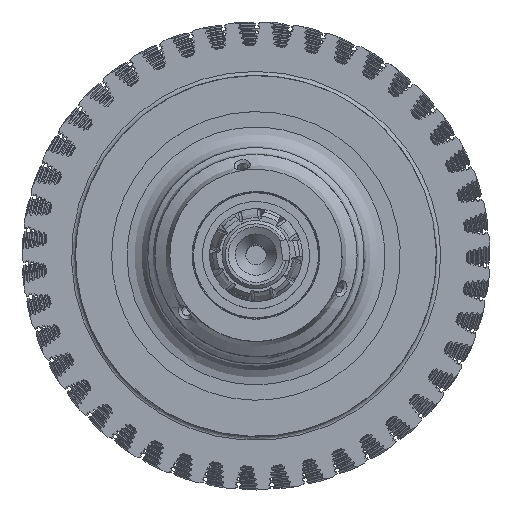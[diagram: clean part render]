
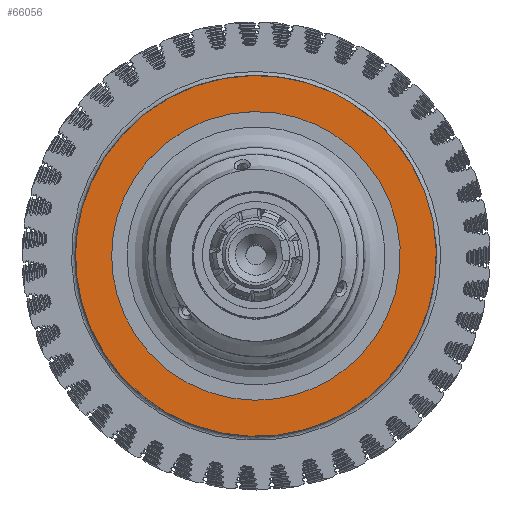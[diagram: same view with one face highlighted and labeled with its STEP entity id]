
A CAD part, top view. The second image highlights one B-rep face of the part: STEP entity #66056.
In plain terms, the highlighted free-form (B-spline) face has degree [1, 1] with [2, 2] control points.
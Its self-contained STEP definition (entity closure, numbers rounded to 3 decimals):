
#66017 = VERTEX_POINT('',#66018);
#66018 = CARTESIAN_POINT('',(49.531,80.361,
    -394.86));
#66023 = EDGE_CURVE('',#66017,#66017,#66024,.T.);
#66024 = ( BOUNDED_CURVE() B_SPLINE_CURVE(2,(#66025,#66026,#66027,#66028
    ,#66029,#66030,#66031),.UNSPECIFIED.,.T.,.F.) 
B_SPLINE_CURVE_WITH_KNOTS((1,2,2,2,2,1),(-2.094,0.,
    2.094,4.189,6.283,8.378),
.UNSPECIFIED.) CURVE() GEOMETRIC_REPRESENTATION_ITEM() 
RATIONAL_B_SPLINE_CURVE((1.,0.5,1.,0.5,1.,0.5,1.)) REPRESENTATION_ITEM(
  '') );
#66025 = CARTESIAN_POINT('',(49.531,80.361,
    -394.86));
#66026 = CARTESIAN_POINT('',(188.721,-5.43,
    -394.86));
#66027 = CARTESIAN_POINT('',(44.829,-83.076,
    -394.86));
#66028 = CARTESIAN_POINT('',(-99.063,-160.723,
    -394.86));
#66029 = CARTESIAN_POINT('',(-94.361,2.715,
    -394.86));
#66030 = CARTESIAN_POINT('',(-89.658,166.152,
    -394.86));
#66031 = CARTESIAN_POINT('',(49.531,80.361,
    -394.86));
#66056 = ADVANCED_FACE('',(#66057,#66071),#66074,.T.);
#66057 = FACE_BOUND('',#66058,.T.);
#66058 = EDGE_LOOP('',(#66059));
#66059 = ORIENTED_EDGE('',*,*,#66060,.T.);
#66060 = EDGE_CURVE('',#66061,#66061,#66063,.T.);
#66061 = VERTEX_POINT('',#66062);
#66062 = CARTESIAN_POINT('',(39.625,64.289,
    -394.86));
#66063 = ( BOUNDED_CURVE() B_SPLINE_CURVE(2,(#66064,#66065,#66066,#66067
    ,#66068,#66069,#66070),.UNSPECIFIED.,.T.,.F.) 
B_SPLINE_CURVE_WITH_KNOTS((1,2,2,2,2,1),(-2.094,0.,
    2.094,4.189,6.283,8.378),
.UNSPECIFIED.) CURVE() GEOMETRIC_REPRESENTATION_ITEM() 
RATIONAL_B_SPLINE_CURVE((1.,0.5,1.,0.5,1.,0.5,1.)) REPRESENTATION_ITEM(
  '') );
#66064 = CARTESIAN_POINT('',(39.625,64.289,
    -394.86));
#66065 = CARTESIAN_POINT('',(150.977,-4.344,
    -394.86));
#66066 = CARTESIAN_POINT('',(35.863,-66.461,
    -394.86));
#66067 = CARTESIAN_POINT('',(-79.25,-128.578,
    -394.86));
#66068 = CARTESIAN_POINT('',(-75.488,2.172,
    -394.86));
#66069 = CARTESIAN_POINT('',(-71.727,132.922,
    -394.86));
#66070 = CARTESIAN_POINT('',(39.625,64.289,
    -394.86));
#66071 = FACE_BOUND('',#66072,.T.);
#66072 = EDGE_LOOP('',(#66073));
#66073 = ORIENTED_EDGE('',*,*,#66023,.F.);
#66074 = B_SPLINE_SURFACE_WITH_KNOTS('',1,1,(
    (#66075,#66076)
    ,(#66077,#66078
    )),.UNSPECIFIED.,.F.,.F.,.F.,(2,2),(2,2),(0.,175.),(-87.5,87.5),
  .PIECEWISE_BEZIER_KNOTS.);
#66075 = CARTESIAN_POINT('',(-30.83,129.893,
    -394.86));
#66076 = CARTESIAN_POINT('',(129.893,30.83,
    -394.86));
#66077 = CARTESIAN_POINT('',(-129.893,-30.83,
    -394.86));
#66078 = CARTESIAN_POINT('',(30.83,-129.893,
    -394.86));
